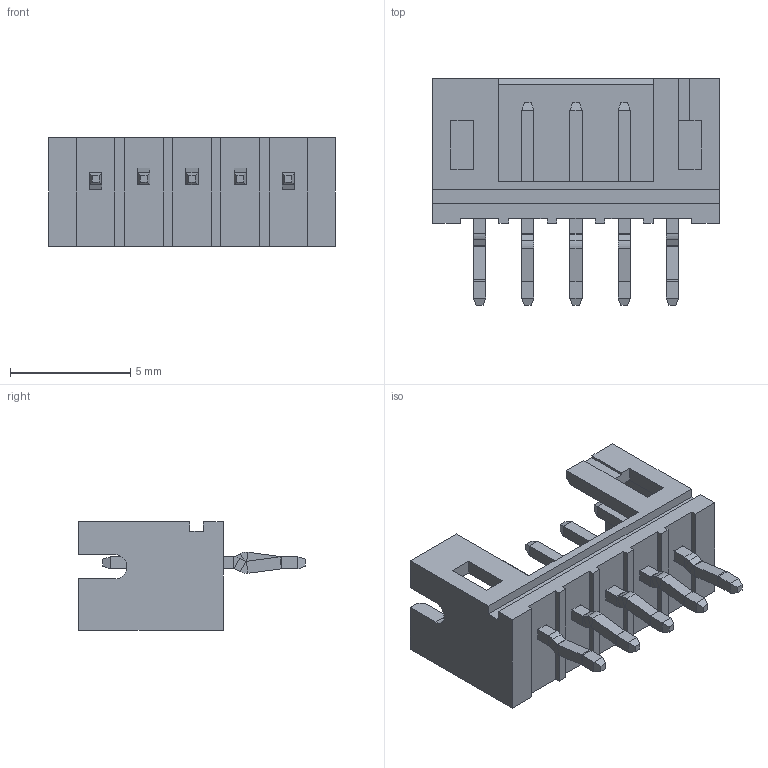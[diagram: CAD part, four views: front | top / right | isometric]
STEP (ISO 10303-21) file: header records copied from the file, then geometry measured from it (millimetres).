
FILE_DESCRIPTION (( 'STEP AP214' ), '1' );
FILE_NAME ('B5B-PH-K-S(LF)(SN).STEP', '2021-10-17T19:38:40', ( '' ), ( '' ), 'SwSTEP 2.0', 'SolidWorks 2017', '' );
FILE_SCHEMA (( 'AUTOMOTIVE_DESIGN' ));
Length unit declared in the file: millimetre
Products named in the file (2): B5B-PH-K-S(LF)(SN)
Assembly tree (1 placements, depth 2):
  B5B-PH-K-S(LF)(SN)
    B5B-PH-K-S(LF)(SN)
Bounding box: 11.9 x 9.4 x 4.5 mm (x, y, z)
Volume: 140.2 mm3; surface area: 480 mm2
Topology: 6 solids, 6 shells, 273 faces, 622 edges, 360 vertices
Faces by surface type: plane 241, cylinder 32
Entity records: 7487 total; most frequent: CARTESIAN_POINT 1259, ORIENTED_EDGE 1244, DIRECTION 1240, EDGE_CURVE 622, LINE 558, VECTOR 558, VERTEX_POINT 360, AXIS2_PLACEMENT_3D 341
